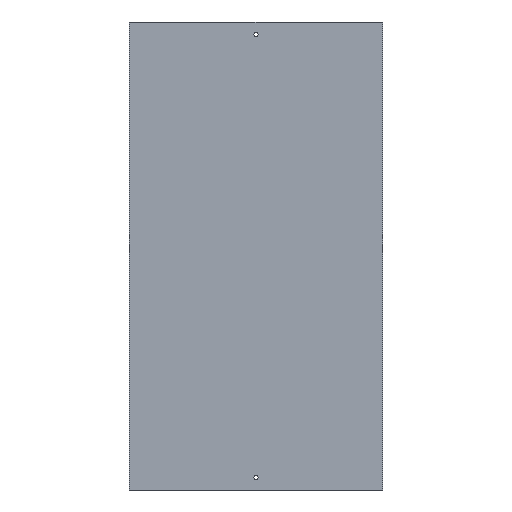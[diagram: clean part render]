
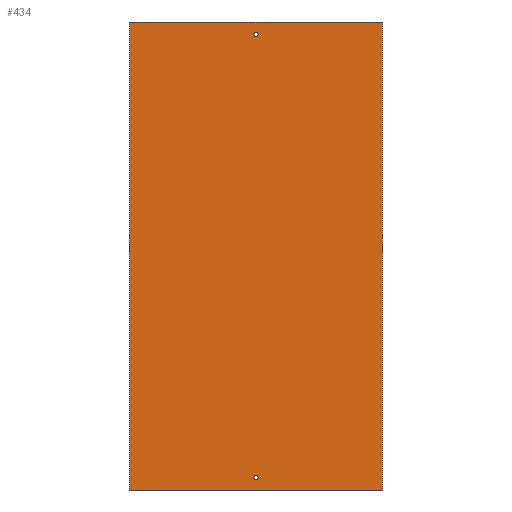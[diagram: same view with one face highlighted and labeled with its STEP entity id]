
A CAD part, front view. The second image highlights one B-rep face of the part: STEP entity #434.
In plain terms, the highlighted planar face has unit normal (0, -1, 0).
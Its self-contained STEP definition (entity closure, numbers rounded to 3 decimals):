
#4 = CARTESIAN_POINT ( 'NONE',  ( 151., 0., 560. ) ) ;
#7 = CARTESIAN_POINT ( 'NONE',  ( 151., 0., 0. ) ) ;
#12 = CARTESIAN_POINT ( 'NONE',  ( -151., 0., 560. ) ) ;
#24 = CARTESIAN_POINT ( 'NONE',  ( -151., 0., 560. ) ) ;
#25 = DIRECTION ( 'NONE',  ( 0., 1., 0. ) ) ;
#39 = CARTESIAN_POINT ( 'NONE',  ( 0., 0., 547.5 ) ) ;
#52 = DIRECTION ( 'NONE',  ( 0., 0., 1. ) ) ;
#53 = DIRECTION ( 'NONE',  ( 1., 0., 0. ) ) ;
#55 = DIRECTION ( 'NONE',  ( 1., 0., 0. ) ) ;
#56 = DIRECTION ( 'NONE',  ( 0., 0., 1. ) ) ;
#57 = DIRECTION ( 'NONE',  ( 0., -1., 0. ) ) ;
#59 = CARTESIAN_POINT ( 'NONE',  ( 0., 0., 15. ) ) ;
#62 = DIRECTION ( 'NONE',  ( 0., 0., -1. ) ) ;
#63 = CARTESIAN_POINT ( 'NONE',  ( -151., 0., 0. ) ) ;
#65 = CARTESIAN_POINT ( 'NONE',  ( -151., 0., 560. ) ) ;
#76 = PLANE ( 'NONE',  #175 ) ;
#77 = CARTESIAN_POINT ( 'NONE',  ( 0., 0., 17.5 ) ) ;
#84 = CARTESIAN_POINT ( 'NONE',  ( -151., 0., 0. ) ) ;
#94 = CARTESIAN_POINT ( 'NONE',  ( -151., 0., 560. ) ) ;
#95 = DIRECTION ( 'NONE',  ( 0., -1., 0. ) ) ;
#96 = CARTESIAN_POINT ( 'NONE',  ( 0., 0., 545. ) ) ;
#98 = DIRECTION ( 'NONE',  ( 0., 0., 1. ) ) ;
#104 = DIRECTION ( 'NONE',  ( 0., 0., -1. ) ) ;
#121 = CARTESIAN_POINT ( 'NONE',  ( 151., 0., 560. ) ) ;
#146 = EDGE_LOOP ( 'NONE', ( #273 ) ) ;
#150 = EDGE_LOOP ( 'NONE', ( #371, #353, #352, #350 ) ) ;
#153 = EDGE_LOOP ( 'NONE', ( #354 ) ) ;
#175 = AXIS2_PLACEMENT_3D ( 'NONE', #12, #25, #52 ) ;
#181 = AXIS2_PLACEMENT_3D ( 'NONE', #59, #57, #56 ) ;
#182 = AXIS2_PLACEMENT_3D ( 'NONE', #96, #95, #98 ) ;
#189 = EDGE_CURVE ( 'NONE', #413, #410, #394, .T. ) ;
#209 = EDGE_CURVE ( 'NONE', #382, #378, #373, .T. ) ;
#211 = EDGE_CURVE ( 'NONE', #307, #307, #356, .T. ) ;
#212 = EDGE_CURVE ( 'NONE', #308, #308, #348, .T. ) ;
#213 = EDGE_CURVE ( 'NONE', #378, #410, #256, .T. ) ;
#214 = EDGE_CURVE ( 'NONE', #382, #413, #355, .T. ) ;
#246 = VECTOR ( 'NONE', #55, 1000. ) ;
#256 = LINE ( 'NONE', #63, #246 ) ;
#273 = ORIENTED_EDGE ( 'NONE', *, *, #212, .F. ) ;
#307 = VERTEX_POINT ( 'NONE', #39 ) ;
#308 = VERTEX_POINT ( 'NONE', #77 ) ;
#311 = FACE_OUTER_BOUND ( 'NONE', #150, .T. ) ;
#313 = FACE_BOUND ( 'NONE', #146, .T. ) ;
#319 = FACE_BOUND ( 'NONE', #153, .T. ) ;
#348 = CIRCLE ( 'NONE', #181, 2.5 ) ;
#349 = VECTOR ( 'NONE', #53, 1000. ) ;
#350 = ORIENTED_EDGE ( 'NONE', *, *, #209, .T. ) ;
#352 = ORIENTED_EDGE ( 'NONE', *, *, #214, .F. ) ;
#353 = ORIENTED_EDGE ( 'NONE', *, *, #189, .F. ) ;
#354 = ORIENTED_EDGE ( 'NONE', *, *, #211, .F. ) ;
#355 = LINE ( 'NONE', #94, #349 ) ;
#356 = CIRCLE ( 'NONE', #182, 2.5 ) ;
#365 = VECTOR ( 'NONE', #62, 1000. ) ;
#371 = ORIENTED_EDGE ( 'NONE', *, *, #213, .T. ) ;
#373 = LINE ( 'NONE', #65, #365 ) ;
#378 = VERTEX_POINT ( 'NONE', #84 ) ;
#382 = VERTEX_POINT ( 'NONE', #24 ) ;
#394 = LINE ( 'NONE', #121, #404 ) ;
#404 = VECTOR ( 'NONE', #104, 1000. ) ;
#410 = VERTEX_POINT ( 'NONE', #7 ) ;
#413 = VERTEX_POINT ( 'NONE', #4 ) ;
#434 = ADVANCED_FACE ( 'NONE', ( #319, #313, #311 ), #76, .F. ) ;
